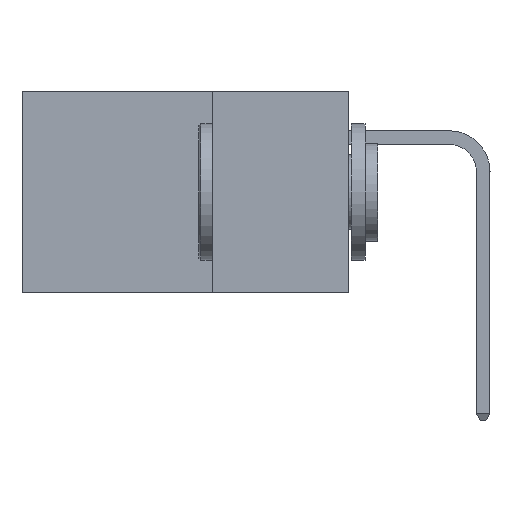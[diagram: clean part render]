
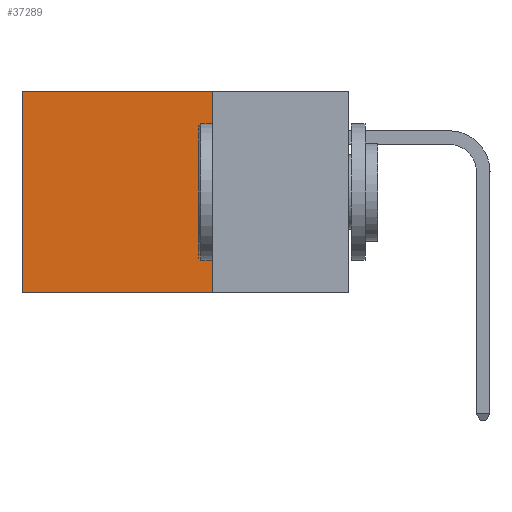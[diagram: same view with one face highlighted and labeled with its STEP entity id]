
A CAD part, left-side view. The second image highlights one B-rep face of the part: STEP entity #37289.
In plain terms, the highlighted planar face has unit normal (-1, 0, 0).
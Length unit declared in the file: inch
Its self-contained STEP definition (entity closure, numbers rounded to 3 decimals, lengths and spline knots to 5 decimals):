
#229 = LINE ( 'NONE', #23740, #19207 ) ;
#451 = CARTESIAN_POINT ( 'NONE',  ( 0.2875, 0.25, 0. ) ) ;
#893 = VECTOR ( 'NONE', #20728, 39.37008 ) ;
#1586 = EDGE_LOOP ( 'NONE', ( #35358, #16708, #27325, #20978 ) ) ;
#3184 = VERTEX_POINT ( 'NONE', #44200 ) ;
#3782 = CARTESIAN_POINT ( 'NONE',  ( 0.2875, 0.25, -0.37 ) ) ;
#5552 = CARTESIAN_POINT ( 'NONE',  ( 0.2875, 0.25, 0. ) ) ;
#5703 = LINE ( 'NONE', #451, #44652 ) ;
#10997 = LINE ( 'NONE', #5552, #893 ) ;
#11320 = AXIS2_PLACEMENT_3D ( 'NONE', #45000, #22388, #48831 ) ;
#13893 = EDGE_CURVE ( 'NONE', #3184, #30476, #229, .T. ) ;
#14769 = PLANE ( 'NONE',  #11320 ) ;
#16708 = ORIENTED_EDGE ( 'NONE', *, *, #38399, .F. ) ;
#19207 = VECTOR ( 'NONE', #46336, 39.37008 ) ;
#20728 = DIRECTION ( 'NONE',  ( 0., 0., -1. ) ) ;
#20978 = ORIENTED_EDGE ( 'NONE', *, *, #45778, .T. ) ;
#22388 = DIRECTION ( 'NONE',  ( 1., 0., 0. ) ) ;
#22803 = LINE ( 'NONE', #24677, #41674 ) ;
#23740 = CARTESIAN_POINT ( 'NONE',  ( 0.2875, 0.6, 0. ) ) ;
#24677 = CARTESIAN_POINT ( 'NONE',  ( 0.2875, 0.25, -0.37 ) ) ;
#24724 = FACE_OUTER_BOUND ( 'NONE', #1586, .T. ) ;
#26222 = EDGE_CURVE ( 'NONE', #27985, #31933, #10997, .T. ) ;
#27325 = ORIENTED_EDGE ( 'NONE', *, *, #26222, .F. ) ;
#27985 = VERTEX_POINT ( 'NONE', #31899 ) ;
#28457 = DIRECTION ( 'NONE',  ( 0., 1., 0. ) ) ;
#30476 = VERTEX_POINT ( 'NONE', #33132 ) ;
#30741 = DIRECTION ( 'NONE',  ( 0., 1., 0. ) ) ;
#31899 = CARTESIAN_POINT ( 'NONE',  ( 0.2875, 0.25, 0. ) ) ;
#31933 = VERTEX_POINT ( 'NONE', #3782 ) ;
#33132 = CARTESIAN_POINT ( 'NONE',  ( 0.2875, 0.6, -0.37 ) ) ;
#35358 = ORIENTED_EDGE ( 'NONE', *, *, #13893, .T. ) ;
#37289 = ADVANCED_FACE ( 'NONE', ( #24724 ), #14769, .F. ) ;
#38399 = EDGE_CURVE ( 'NONE', #31933, #30476, #22803, .T. ) ;
#41674 = VECTOR ( 'NONE', #28457, 39.37008 ) ;
#44200 = CARTESIAN_POINT ( 'NONE',  ( 0.2875, 0.6, 0. ) ) ;
#44652 = VECTOR ( 'NONE', #30741, 39.37008 ) ;
#45000 = CARTESIAN_POINT ( 'NONE',  ( 0.2875, 0.25, 0. ) ) ;
#45778 = EDGE_CURVE ( 'NONE', #27985, #3184, #5703, .T. ) ;
#46336 = DIRECTION ( 'NONE',  ( 0., 0., -1. ) ) ;
#48831 = DIRECTION ( 'NONE',  ( 0., 0., -1. ) ) ;
